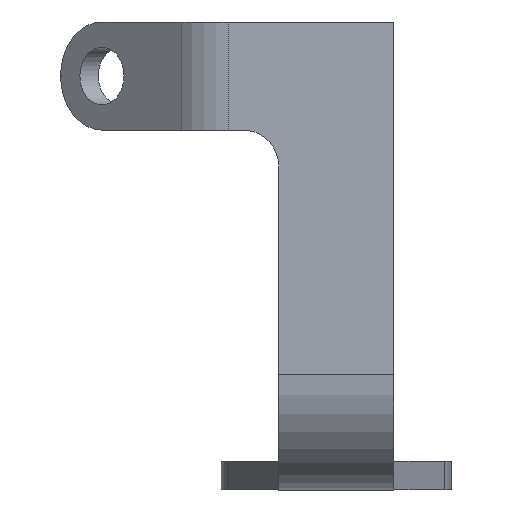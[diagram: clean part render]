
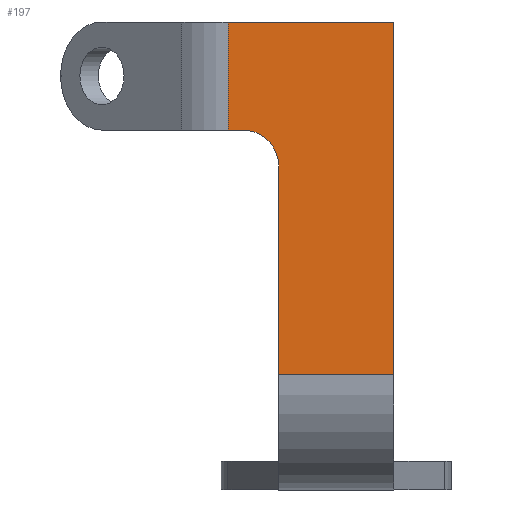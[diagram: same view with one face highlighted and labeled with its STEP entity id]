
A CAD part, left-side view. The second image highlights one B-rep face of the part: STEP entity #197.
In plain terms, the highlighted planar face has unit normal (-1, 0, 0).
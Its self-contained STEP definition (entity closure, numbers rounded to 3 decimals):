
#65 = VERTEX_POINT('',#66);
#66 = CARTESIAN_POINT('',(-104.,15.,50.));
#73 = EDGE_CURVE('',#65,#74,#76,.T.);
#74 = VERTEX_POINT('',#75);
#75 = CARTESIAN_POINT('',(-104.,13.,50.));
#76 = LINE('',#77,#78);
#77 = CARTESIAN_POINT('',(-104.,15.,50.));
#78 = VECTOR('',#79,1.);
#79 = DIRECTION('',(0.,-1.,0.));
#151 = EDGE_CURVE('',#74,#152,#154,.T.);
#152 = VERTEX_POINT('',#153);
#153 = CARTESIAN_POINT('',(-104.,8.,45.));
#154 = CIRCLE('',#155,5.);
#155 = AXIS2_PLACEMENT_3D('',#156,#157,#158);
#156 = CARTESIAN_POINT('',(-104.,13.,45.));
#157 = DIRECTION('',(1.,0.,-0.));
#158 = DIRECTION('',(0.,0.,1.));
#197 = ADVANCED_FACE('',(#198),#240,.T.);
#198 = FACE_BOUND('',#199,.T.);
#199 = EDGE_LOOP('',(#200,#201,#202,#210,#218,#226,#234));
#200 = ORIENTED_EDGE('',*,*,#73,.T.);
#201 = ORIENTED_EDGE('',*,*,#151,.T.);
#202 = ORIENTED_EDGE('',*,*,#203,.F.);
#203 = EDGE_CURVE('',#204,#152,#206,.T.);
#204 = VERTEX_POINT('',#205);
#205 = CARTESIAN_POINT('',(-104.,8.,16.));
#206 = LINE('',#207,#208);
#207 = CARTESIAN_POINT('',(-104.,8.,0.));
#208 = VECTOR('',#209,1.);
#209 = DIRECTION('',(0.,0.,1.));
#210 = ORIENTED_EDGE('',*,*,#211,.F.);
#211 = EDGE_CURVE('',#212,#204,#214,.T.);
#212 = VERTEX_POINT('',#213);
#213 = CARTESIAN_POINT('',(-104.,-8.,16.));
#214 = LINE('',#215,#216);
#215 = CARTESIAN_POINT('',(-104.,-8.,16.));
#216 = VECTOR('',#217,1.);
#217 = DIRECTION('',(0.,1.,0.));
#218 = ORIENTED_EDGE('',*,*,#219,.T.);
#219 = EDGE_CURVE('',#212,#220,#222,.T.);
#220 = VERTEX_POINT('',#221);
#221 = CARTESIAN_POINT('',(-104.,-8.,65.));
#222 = LINE('',#223,#224);
#223 = CARTESIAN_POINT('',(-104.,-8.,0.));
#224 = VECTOR('',#225,1.);
#225 = DIRECTION('',(0.,0.,1.));
#226 = ORIENTED_EDGE('',*,*,#227,.T.);
#227 = EDGE_CURVE('',#220,#228,#230,.T.);
#228 = VERTEX_POINT('',#229);
#229 = CARTESIAN_POINT('',(-104.,15.,65.));
#230 = LINE('',#231,#232);
#231 = CARTESIAN_POINT('',(-104.,-8.,65.));
#232 = VECTOR('',#233,1.);
#233 = DIRECTION('',(0.,1.,0.));
#234 = ORIENTED_EDGE('',*,*,#235,.T.);
#235 = EDGE_CURVE('',#228,#65,#236,.T.);
#236 = LINE('',#237,#238);
#237 = CARTESIAN_POINT('',(-104.,15.,65.));
#238 = VECTOR('',#239,1.);
#239 = DIRECTION('',(-0.,-0.,-1.));
#240 = PLANE('',#241);
#241 = AXIS2_PLACEMENT_3D('',#242,#243,#244);
#242 = CARTESIAN_POINT('',(-104.,1.847,42.153));
#243 = DIRECTION('',(-1.,-0.,-0.));
#244 = DIRECTION('',(0.,0.,-1.));
